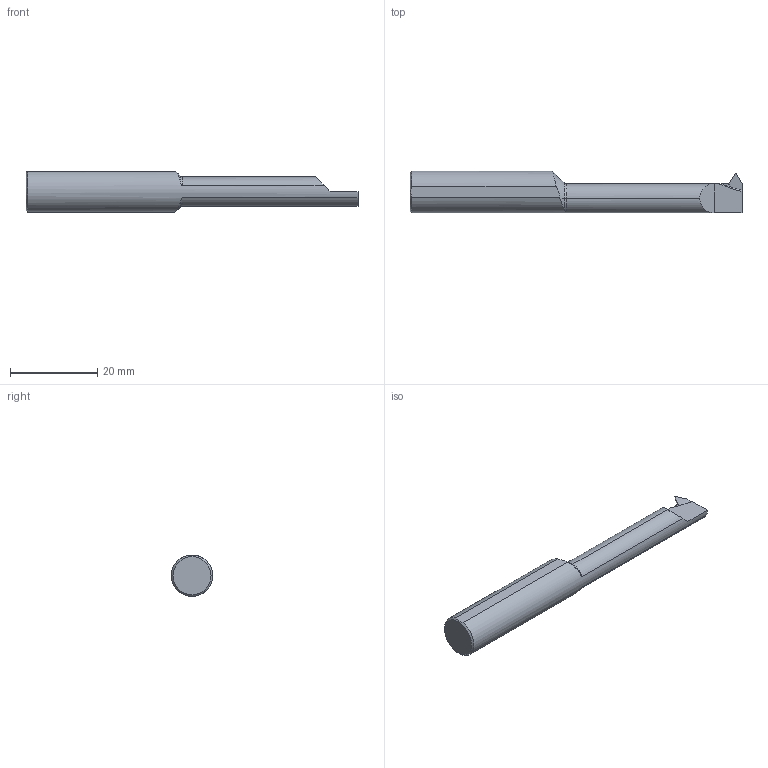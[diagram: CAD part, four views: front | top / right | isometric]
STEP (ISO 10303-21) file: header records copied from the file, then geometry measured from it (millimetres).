
FILE_DESCRIPTION (( 'STEP AP203' ), '1' );
FILE_NAME ('230838-TTQ3601500.STEP', '2025-04-15T22:36:53', ( '' ), ( '' ), 'SwSTEP 2.0', 'SolidWorks 2024', '' );
FILE_SCHEMA (( 'CONFIG_CONTROL_DESIGN' ));
Length unit declared in the file: inch
Products named in the file (1): 230838-TTQ3601500
Bounding box: 76.2 x 9.51 x 9.34 mm (x, y, z)
Volume: 3795.1 mm3; surface area: 2000.9 mm2
Topology: 1 solids, 1 shells, 34 faces, 87 edges, 56 vertices
Faces by surface type: plane 19, cone 6, cylinder 6, torus 3
Entity records: 1181 total; most frequent: CARTESIAN_POINT 317, ORIENTED_EDGE 174, DIRECTION 152, EDGE_CURVE 87, VERTEX_POINT 56, AXIS2_PLACEMENT_3D 53, VECTOR 46, LINE 46
